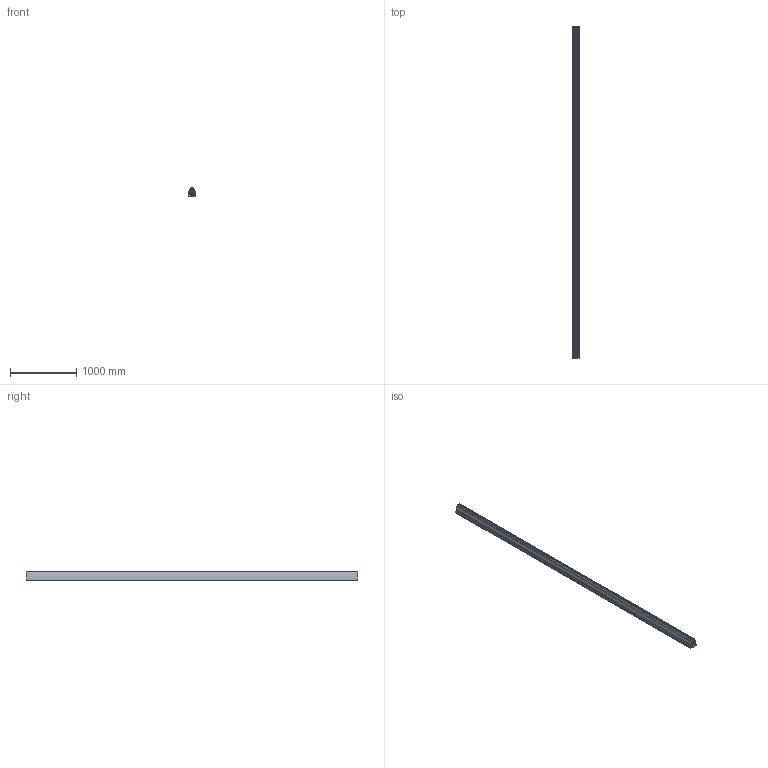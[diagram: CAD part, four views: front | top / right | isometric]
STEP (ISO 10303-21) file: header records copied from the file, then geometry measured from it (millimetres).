
FILE_DESCRIPTION( ( 'Unknown' ), '1' );
FILE_NAME( 'Dura_21,52.stp', 'Unknown', ( 'Unknown' ), ( 'Unknown' ), 'PSStep 16.0.42', 'Unknown', ' ' );
FILE_SCHEMA( ( 'AUTOMOTIVE_DESIGN { 1 0 10303 214 1 1 1 1 }' ) );
Length unit declared in the file: millimetre
Products named in the file (5): Assem1; Dura_21,52_a; Dura_21,52_b; DIN_7991_M10x90; Gummi
Assembly tree (29 placements, depth 2):
  Assem1
    Dura_21,52_a
    Dura_21,52_b
    DIN_7991_M10x90  x25
    Gummi  x2
Bounding box: 116 x 5000 x 141 mm (x, y, z)
Volume: 22931355.1 mm3; surface area: 9478832 mm2
Topology: 29 solids, 29 shells, 727 faces, 2057 edges, 1348 vertices
Faces by surface type: plane 351, cylinder 301, cone 75
Full cylindrical faces by diameter (mm): 8.376 x20, 10 x50, 11 x25, 20 x25, 22 x25
Entity records: 20845 total; most frequent: CARTESIAN_POINT 6972, ORIENTED_EDGE 2208, DIRECTION 2137, EDGE_CURVE 1104, AXIS2_PLACEMENT_3D 778, VERTEX_POINT 763, EDGE_LOOP 581, LINE 581
